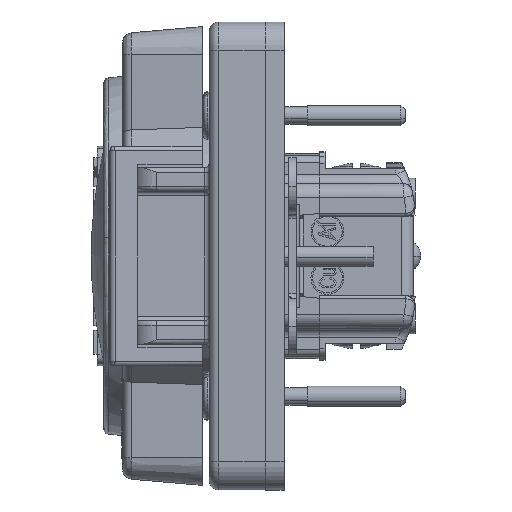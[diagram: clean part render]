
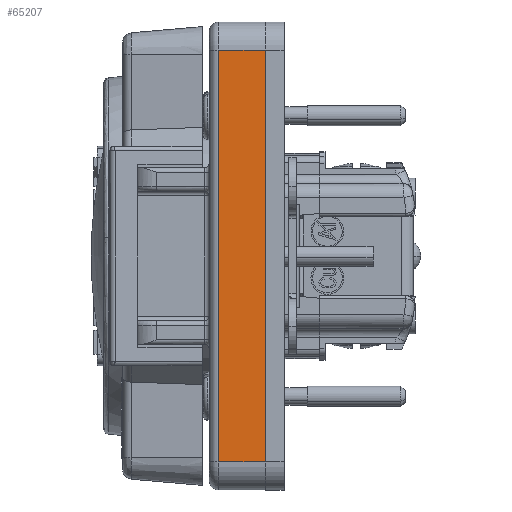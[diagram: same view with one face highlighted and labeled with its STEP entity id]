
A CAD part, left-side view. The second image highlights one B-rep face of the part: STEP entity #65207.
In plain terms, the highlighted planar face has unit normal (-1, 0, 0).
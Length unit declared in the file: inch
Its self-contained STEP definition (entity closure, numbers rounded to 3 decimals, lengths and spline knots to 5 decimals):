
#3301 = EDGE_CURVE ( 'NONE', #22732, #101170, #30167, .T. ) ;
#13476 = LINE ( 'NONE', #92371, #45431 ) ;
#13571 = VECTOR ( 'NONE', #51963, 39.37008 ) ;
#17056 = CARTESIAN_POINT ( 'NONE',  ( 19.91193, 34.90597, 50.40774 ) ) ;
#19826 = DIRECTION ( 'NONE',  ( 0., 0., -1. ) ) ;
#21985 = DIRECTION ( 'NONE',  ( -1., 0., 0. ) ) ;
#22732 = VERTEX_POINT ( 'NONE', #31549 ) ;
#30167 = LINE ( 'NONE', #129754, #121683 ) ;
#31549 = CARTESIAN_POINT ( 'NONE',  ( 19.91193, 35.21897, 53.15874 ) ) ;
#32365 = CARTESIAN_POINT ( 'NONE',  ( 19.91193, 34.85497, 50.22074 ) ) ;
#40161 = CARTESIAN_POINT ( 'NONE',  ( 19.91193, 34.85497, 53.15874 ) ) ;
#45431 = VECTOR ( 'NONE', #137372, 39.37008 ) ;
#49659 = ORIENTED_EDGE ( 'NONE', *, *, #144584, .T. ) ;
#51511 = EDGE_CURVE ( 'NONE', #107803, #111694, #13476, .T. ) ;
#51963 = DIRECTION ( 'NONE',  ( 0., 1., 0. ) ) ;
#57756 = DIRECTION ( 'NONE',  ( 0., -1., 0. ) ) ;
#65207 = ADVANCED_FACE ( 'NONE', ( #133394 ), #132651, .T. ) ;
#68819 = CARTESIAN_POINT ( 'NONE',  ( 19.91193, 34.85497, 50.40774 ) ) ;
#71409 = CARTESIAN_POINT ( 'NONE',  ( 19.91193, 35.21897, 50.40774 ) ) ;
#79161 = EDGE_LOOP ( 'NONE', ( #49659, #141713, #95697, #92709 ) ) ;
#81708 = CARTESIAN_POINT ( 'NONE',  ( 19.91193, 34.90597, 53.15874 ) ) ;
#89562 = EDGE_CURVE ( 'NONE', #101170, #111694, #127594, .T. ) ;
#92371 = CARTESIAN_POINT ( 'NONE',  ( 19.91193, 34.90597, 53.34574 ) ) ;
#92709 = ORIENTED_EDGE ( 'NONE', *, *, #51511, .F. ) ;
#95697 = ORIENTED_EDGE ( 'NONE', *, *, #89562, .T. ) ;
#98035 = DIRECTION ( 'NONE',  ( 0., -1., 0. ) ) ;
#101170 = VERTEX_POINT ( 'NONE', #71409 ) ;
#107803 = VERTEX_POINT ( 'NONE', #81708 ) ;
#111694 = VERTEX_POINT ( 'NONE', #17056 ) ;
#121683 = VECTOR ( 'NONE', #19826, 39.37008 ) ;
#127594 = LINE ( 'NONE', #68819, #129393 ) ;
#129393 = VECTOR ( 'NONE', #57756, 39.37008 ) ;
#129754 = CARTESIAN_POINT ( 'NONE',  ( 19.91193, 35.21897, 50.22074 ) ) ;
#132651 = PLANE ( 'NONE',  #138332 ) ;
#133394 = FACE_OUTER_BOUND ( 'NONE', #79161, .T. ) ;
#137372 = DIRECTION ( 'NONE',  ( 0., 0., -1. ) ) ;
#138332 = AXIS2_PLACEMENT_3D ( 'NONE', #32365, #21985, #98035 ) ;
#141210 = LINE ( 'NONE', #40161, #13571 ) ;
#141713 = ORIENTED_EDGE ( 'NONE', *, *, #3301, .T. ) ;
#144584 = EDGE_CURVE ( 'NONE', #107803, #22732, #141210, .T. ) ;
